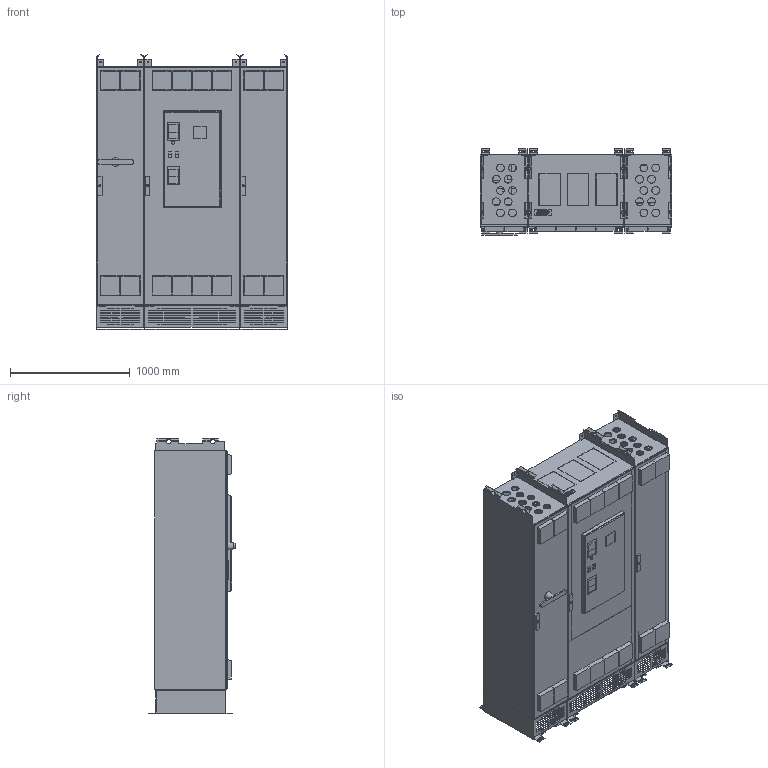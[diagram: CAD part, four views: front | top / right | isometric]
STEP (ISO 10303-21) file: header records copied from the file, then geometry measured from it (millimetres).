
FILE_DESCRIPTION(/* description */ (''),/* implementation_level */ '2;1');
FILE_NAME(/* name */ '181K4969.stp',/* time_stamp */ '2026-01-15T14:03:55+02:00',/* author */ (''),/* organization */ (''),/* preprocessor_version */ 'ST-DEVELOPER v20',/* originating_system */ 'SIEMENS PLM Software NX2312.3002',/* authorisation */ '');
FILE_SCHEMA (('AUTOMOTIVE_DESIGN { 1 0 10303 214 3 1 1 1 }'));
Products named in the file (13): 181K4986; 181K4899; 181K4889; 181K4910; 181K4909; 181K4896; 181K4892; 181K4906_81007ID; 181K4927; 181K4985; 181K4959; 181K4924; 181K4969
Assembly tree (13 placements, depth 3):
  181K4969
    181K4924
      181K4906_81007ID
      181K4892
      181K4896
    181K4959
      181K4909
      181K4910
      181K4889
    181K4927
    181K4985
      181K4889
      181K4899
      181K4986
Bounding box: 1600 x 728.4 x 2302.5 mm (x, y, z)
Volume: 234341612.5 mm3; surface area: 50959119.4 mm2
Topology: 22 solids, 24 shells, 5118 faces, 14312 edges, 9498 vertices
Faces by surface type: plane 4182, cylinder 622, torus 162, extrusion 89, cone 35, bspline 28
Full cylindrical faces by diameter (mm): 3 x3, 3.3 x1, 6.5 x6, 7 x8, 8.5 x1, 9 x1, 9.116 x12, 10 x12, 10.5 x26, 12 x6, 12.2 x20, 12.5 x6, 13 x26, 15 x12, 15.5 x24, 19.788 x3, 20 x12, 22 x1, 25.715 x4, 26 x3, 26.314 x4, 26.353 x4, 28 x1, 28.338 x1, 28.472 x1, 46 x16, 65 x24, 82.584 x8
Entity records: 185434 total; most frequent: CARTESIAN_POINT 34453, ORIENTED_EDGE 26272, DIRECTION 23625, EDGE_CURVE 13136, VECTOR 11365, LINE 11276, VERTEX_POINT 8956, EDGE_LOOP 6532
